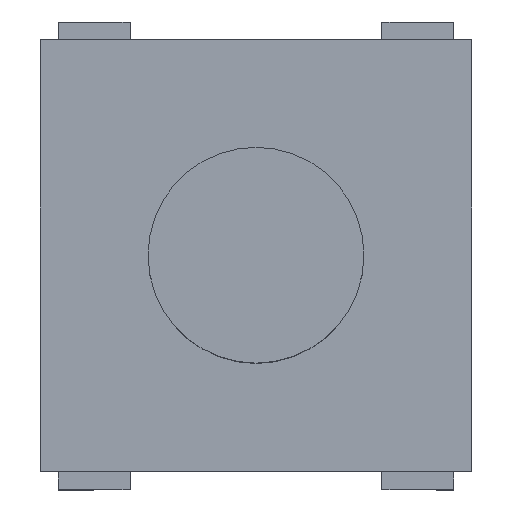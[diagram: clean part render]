
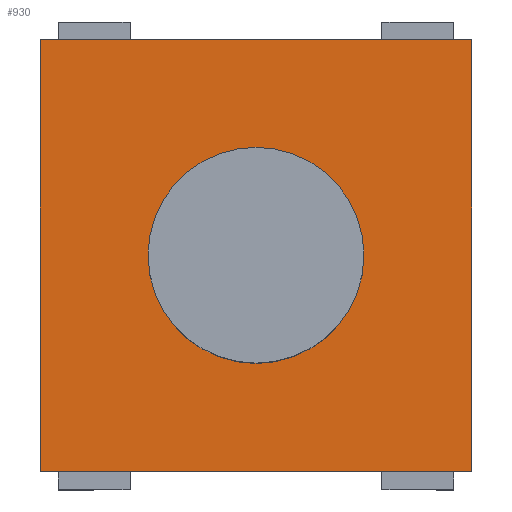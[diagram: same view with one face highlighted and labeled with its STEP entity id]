
A CAD part, top view. The second image highlights one B-rep face of the part: STEP entity #930.
In plain terms, the highlighted planar face has unit normal (0, 0, 1).
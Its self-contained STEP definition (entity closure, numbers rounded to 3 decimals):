
#43 = CIRCLE ( 'NONE', #45, 1.5 ) ;
#45 = AXIS2_PLACEMENT_3D ( 'NONE', #375, #376, #377 ) ;
#64 = VECTOR ( 'NONE', #429, 1000. ) ;
#74 = AXIS2_PLACEMENT_3D ( 'NONE', #432, #433, #434 ) ;
#78 = VECTOR ( 'NONE', #393, 1000. ) ;
#84 = VECTOR ( 'NONE', #431, 1000. ) ;
#93 = VECTOR ( 'NONE', #417, 1000. ) ;
#112 = CIRCLE ( 'NONE', #74, 1.5 ) ;
#143 = AXIS2_PLACEMENT_3D ( 'NONE', #488, #489, #490 ) ;
#375 = CARTESIAN_POINT ( 'NONE',  ( 0., 0., 3. ) ) ;
#376 = DIRECTION ( 'NONE',  ( 0., 0., 1. ) ) ;
#377 = DIRECTION ( 'NONE',  ( -1., 0., 0. ) ) ;
#392 = CARTESIAN_POINT ( 'NONE',  ( -3., 3., 3. ) ) ;
#393 = DIRECTION ( 'NONE',  ( -1., 0., 0. ) ) ;
#416 = CARTESIAN_POINT ( 'NONE',  ( -3., -3., 3. ) ) ;
#417 = DIRECTION ( 'NONE',  ( 1., 0., 0. ) ) ;
#428 = CARTESIAN_POINT ( 'NONE',  ( 3., 3., 3. ) ) ;
#429 = DIRECTION ( 'NONE',  ( 0., 1., 0. ) ) ;
#430 = CARTESIAN_POINT ( 'NONE',  ( -3., 3., 3. ) ) ;
#431 = DIRECTION ( 'NONE',  ( 0., -1., 0. ) ) ;
#432 = CARTESIAN_POINT ( 'NONE',  ( 0., 0., 3. ) ) ;
#433 = DIRECTION ( 'NONE',  ( 0., 0., 1. ) ) ;
#434 = DIRECTION ( 'NONE',  ( -1., 0., 0. ) ) ;
#487 = PLANE ( 'NONE',  #143 ) ;
#488 = CARTESIAN_POINT ( 'NONE',  ( 3., -3., 3. ) ) ;
#489 = DIRECTION ( 'NONE',  ( 0., 0., -1. ) ) ;
#490 = DIRECTION ( 'NONE',  ( -1., 0., 0. ) ) ;
#605 = CARTESIAN_POINT ( 'NONE',  ( 3., -3., 3. ) ) ;
#611 = CARTESIAN_POINT ( 'NONE',  ( -3., -3., 3. ) ) ;
#616 = CARTESIAN_POINT ( 'NONE',  ( -3., 3., 3. ) ) ;
#628 = CARTESIAN_POINT ( 'NONE',  ( 3., 3., 3. ) ) ;
#630 = CARTESIAN_POINT ( 'NONE',  ( 1.5, 0., 3. ) ) ;
#631 = CARTESIAN_POINT ( 'NONE',  ( -1.5, 0., 3. ) ) ;
#678 = FACE_BOUND ( 'NONE', #1178, .T. ) ;
#680 = FACE_OUTER_BOUND ( 'NONE', #1179, .T. ) ;
#754 = LINE ( 'NONE', #430, #84 ) ;
#755 = LINE ( 'NONE', #428, #64 ) ;
#761 = LINE ( 'NONE', #416, #93 ) ;
#773 = LINE ( 'NONE', #392, #78 ) ;
#892 = EDGE_CURVE ( 'NONE', #1139, #1140, #43, .T. ) ;
#900 = EDGE_CURVE ( 'NONE', #1137, #1125, #773, .T. ) ;
#912 = EDGE_CURVE ( 'NONE', #1120, #1114, #761, .T. ) ;
#918 = EDGE_CURVE ( 'NONE', #1114, #1137, #755, .T. ) ;
#919 = EDGE_CURVE ( 'NONE', #1125, #1120, #754, .T. ) ;
#920 = EDGE_CURVE ( 'NONE', #1140, #1139, #112, .T. ) ;
#930 = ADVANCED_FACE ( 'NONE', ( #680, #678 ), #487, .F. ) ;
#1114 = VERTEX_POINT ( 'NONE', #605 ) ;
#1120 = VERTEX_POINT ( 'NONE', #611 ) ;
#1125 = VERTEX_POINT ( 'NONE', #616 ) ;
#1137 = VERTEX_POINT ( 'NONE', #628 ) ;
#1139 = VERTEX_POINT ( 'NONE', #630 ) ;
#1140 = VERTEX_POINT ( 'NONE', #631 ) ;
#1178 = EDGE_LOOP ( 'NONE', ( #1222, #1224 ) ) ;
#1179 = EDGE_LOOP ( 'NONE', ( #1217, #1219, #1218, #1220 ) ) ;
#1217 = ORIENTED_EDGE ( 'NONE', *, *, #912, .T. ) ;
#1218 = ORIENTED_EDGE ( 'NONE', *, *, #900, .T. ) ;
#1219 = ORIENTED_EDGE ( 'NONE', *, *, #918, .T. ) ;
#1220 = ORIENTED_EDGE ( 'NONE', *, *, #919, .T. ) ;
#1222 = ORIENTED_EDGE ( 'NONE', *, *, #920, .F. ) ;
#1224 = ORIENTED_EDGE ( 'NONE', *, *, #892, .F. ) ;
